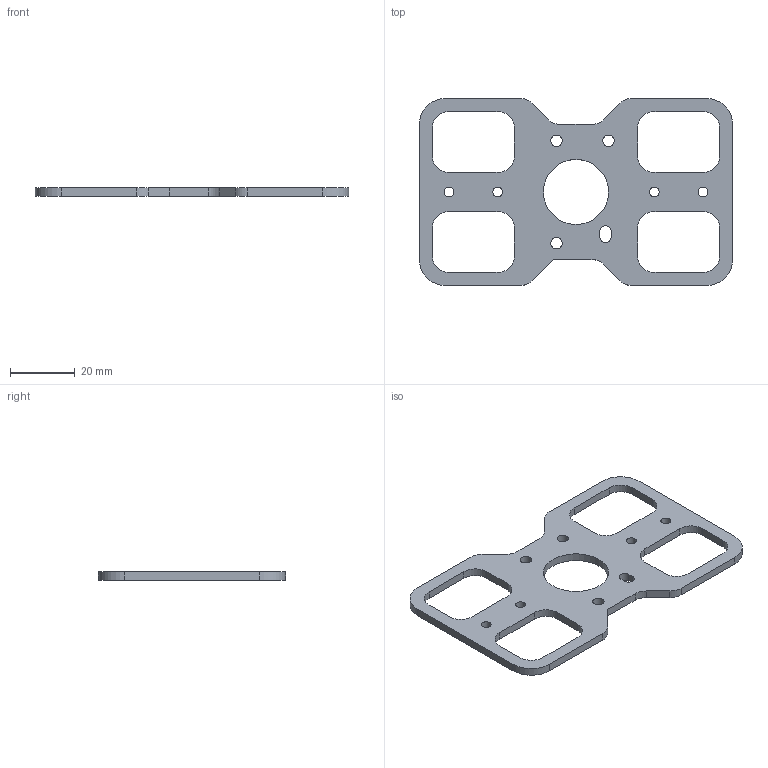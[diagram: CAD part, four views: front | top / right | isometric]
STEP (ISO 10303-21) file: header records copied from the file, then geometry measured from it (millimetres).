
FILE_DESCRIPTION(/* description */ ('','CAx-IF Rec.Pracs.---Representation and Presentation of Product Manufacturing Information (PMI)---4.0---2014-10-13'),/* implementation_level */ '2;1');
FILE_NAME(/* name */ 'Profile2.step',/* time_stamp */ '2025-02-23T01:22:09-08:00',/* author */ (''),/* organization */ (''),/* preprocessor_version */ 'ST-DEVELOPER v20',/* originating_system */ 'Autodesk Translation Framework v13.20.0.188',/* authorisation */ '');
FILE_SCHEMA (('AP242_MANAGED_MODEL_BASED_3D_ENGINEERING_MIM_LF { 1 0 10303 442 1 1 4 }'));
Length unit declared in the file: millimetre
Products named in the file (5): Waterjet_Chassis; Chassis; Battery_holder; Component44; Component93
Assembly tree (4 placements, depth 5):
  Waterjet_Chassis
    Chassis
      Battery_holder
        Component44
          Component93
Bounding box: 96.4 x 57.55 x 2.5 mm (x, y, z)
Volume: 7367.9 mm3; surface area: 7822 mm2
Topology: 1 solids, 1 shells, 69 faces, 201 edges, 134 vertices
Faces by surface type: cylinder 37, plane 32
Full cylindrical faces by diameter (mm): 3 x4, 3.5 x3, 20 x1
Entity records: 2481 total; most frequent: DIRECTION 431, CARTESIAN_POINT 413, ORIENTED_EDGE 402, EDGE_CURVE 201, AXIS2_PLACEMENT_3D 152, VERTEX_POINT 134, LINE 127, VECTOR 127
